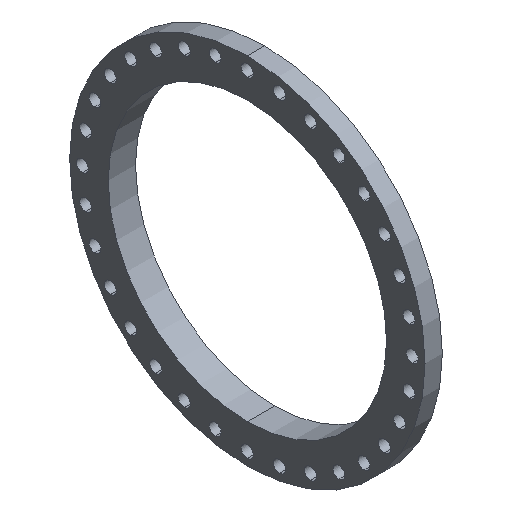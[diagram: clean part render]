
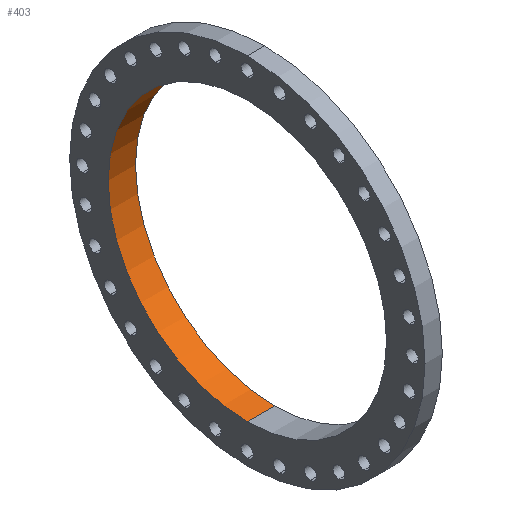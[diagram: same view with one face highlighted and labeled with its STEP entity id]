
A CAD part, isometric view. The second image highlights one B-rep face of the part: STEP entity #403.
In plain terms, the highlighted cylindrical face has radius 484.981 mm (diameter 969.962 mm), a partial arc.
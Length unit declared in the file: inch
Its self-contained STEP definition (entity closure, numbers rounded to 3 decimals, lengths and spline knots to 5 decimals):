
#132 = CARTESIAN_POINT ( 'NONE',  ( 0., 0., 0. ) ) ;
#250 = VERTEX_POINT ( 'NONE', #1630 ) ;
#304 = ORIENTED_EDGE ( 'NONE', *, *, #744, .F. ) ;
#316 = ORIENTED_EDGE ( 'NONE', *, *, #1584, .T. ) ;
#403 = ADVANCED_FACE ( 'NONE', ( #2422 ), #2000, .F. ) ;
#466 = VERTEX_POINT ( 'NONE', #528 ) ;
#528 = CARTESIAN_POINT ( 'NONE',  ( -0.13764, 0., 19.09375 ) ) ;
#558 = DIRECTION ( 'NONE',  ( 0., 0., 1. ) ) ;
#595 = DIRECTION ( 'NONE',  ( -1., 0., 0. ) ) ;
#630 = ORIENTED_EDGE ( 'NONE', *, *, #691, .F. ) ;
#637 = CARTESIAN_POINT ( 'NONE',  ( 3.61236, 0., -19.09375 ) ) ;
#644 = VERTEX_POINT ( 'NONE', #637 ) ;
#691 = EDGE_CURVE ( 'NONE', #977, #644, #2243, .T. ) ;
#744 = EDGE_CURVE ( 'NONE', #644, #250, #2259, .T. ) ;
#973 = DIRECTION ( 'NONE',  ( -1., 0., 0. ) ) ;
#977 = VERTEX_POINT ( 'NONE', #1204 ) ;
#1189 = EDGE_CURVE ( 'NONE', #466, #250, #2101, .T. ) ;
#1204 = CARTESIAN_POINT ( 'NONE',  ( 3.61236, 0., 19.09375 ) ) ;
#1215 = AXIS2_PLACEMENT_3D ( 'NONE', #1726, #1510, #2382 ) ;
#1432 = LINE ( 'NONE', #2085, #2143 ) ;
#1510 = DIRECTION ( 'NONE',  ( -1., 0., 0. ) ) ;
#1562 = VECTOR ( 'NONE', #1810, 39.37008 ) ;
#1584 = EDGE_CURVE ( 'NONE', #977, #466, #1432, .T. ) ;
#1630 = CARTESIAN_POINT ( 'NONE',  ( -0.13764, 0., -19.09375 ) ) ;
#1636 = ORIENTED_EDGE ( 'NONE', *, *, #1189, .T. ) ;
#1726 = CARTESIAN_POINT ( 'NONE',  ( -0.13764, 0., 0. ) ) ;
#1810 = DIRECTION ( 'NONE',  ( -1., 0., 0. ) ) ;
#2000 = CYLINDRICAL_SURFACE ( 'NONE', #2425, 19.09375 ) ;
#2015 = DIRECTION ( 'NONE',  ( 0., 0., 1. ) ) ;
#2075 = EDGE_LOOP ( 'NONE', ( #304, #630, #316, #1636 ) ) ;
#2085 = CARTESIAN_POINT ( 'NONE',  ( 0., 0., 19.09375 ) ) ;
#2101 = CIRCLE ( 'NONE', #1215, 19.09375 ) ;
#2143 = VECTOR ( 'NONE', #595, 39.37008 ) ;
#2147 = AXIS2_PLACEMENT_3D ( 'NONE', #2244, #2227, #2015 ) ;
#2227 = DIRECTION ( 'NONE',  ( -1., 0., 0. ) ) ;
#2243 = CIRCLE ( 'NONE', #2147, 19.09375 ) ;
#2244 = CARTESIAN_POINT ( 'NONE',  ( 3.61236, 0., 0. ) ) ;
#2259 = LINE ( 'NONE', #2419, #1562 ) ;
#2382 = DIRECTION ( 'NONE',  ( 0., 0., 1. ) ) ;
#2419 = CARTESIAN_POINT ( 'NONE',  ( 0., 0., -19.09375 ) ) ;
#2422 = FACE_OUTER_BOUND ( 'NONE', #2075, .T. ) ;
#2425 = AXIS2_PLACEMENT_3D ( 'NONE', #132, #973, #558 ) ;
